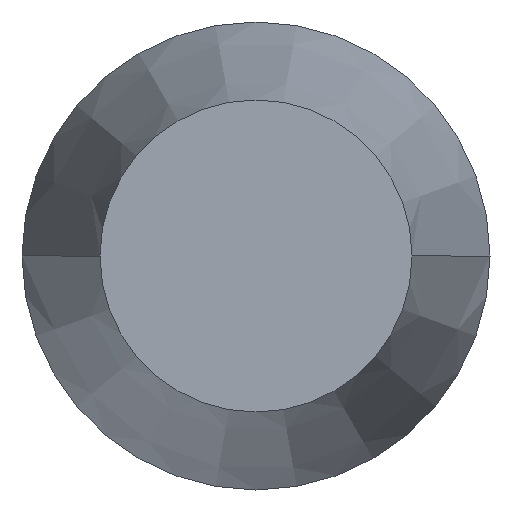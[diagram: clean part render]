
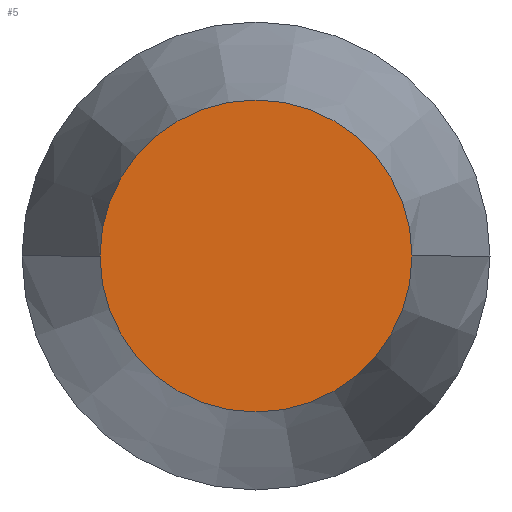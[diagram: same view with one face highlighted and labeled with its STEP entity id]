
A CAD part, front view. The second image highlights one B-rep face of the part: STEP entity #5.
In plain terms, the highlighted planar face has unit normal (0, -1, 0).
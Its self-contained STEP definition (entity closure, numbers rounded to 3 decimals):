
#2 = DIRECTION ( 'NONE',  ( 0., -1., 0. ) ) ;
#3 = FACE_OUTER_BOUND ( 'NONE', #359, .T. ) ;
#5 = ADVANCED_FACE ( 'NONE', ( #3 ), #1017, .T. ) ;
#34 = DIRECTION ( 'NONE',  ( 1., 0., 0. ) ) ;
#37 = CIRCLE ( 'NONE', #651, 8. ) ;
#122 = ORIENTED_EDGE ( 'NONE', *, *, #964, .T. ) ;
#195 = CIRCLE ( 'NONE', #255, 8. ) ;
#255 = AXIS2_PLACEMENT_3D ( 'NONE', #1272, #782, #280 ) ;
#280 = DIRECTION ( 'NONE',  ( 1., 0., 0. ) ) ;
#359 = EDGE_LOOP ( 'NONE', ( #122, #944 ) ) ;
#486 = AXIS2_PLACEMENT_3D ( 'NONE', #1100, #2, #700 ) ;
#635 = EDGE_CURVE ( 'NONE', #843, #1188, #195, .T. ) ;
#651 = AXIS2_PLACEMENT_3D ( 'NONE', #860, #942, #34 ) ;
#700 = DIRECTION ( 'NONE',  ( 1., 0., 0. ) ) ;
#782 = DIRECTION ( 'NONE',  ( 0., -1., 0. ) ) ;
#843 = VERTEX_POINT ( 'NONE', #1028 ) ;
#860 = CARTESIAN_POINT ( 'NONE',  ( 0., 0., 0. ) ) ;
#942 = DIRECTION ( 'NONE',  ( 0., -1., 0. ) ) ;
#944 = ORIENTED_EDGE ( 'NONE', *, *, #635, .T. ) ;
#964 = EDGE_CURVE ( 'NONE', #1188, #843, #37, .T. ) ;
#1017 = PLANE ( 'NONE',  #486 ) ;
#1028 = CARTESIAN_POINT ( 'NONE',  ( 8., 0., 0. ) ) ;
#1054 = CARTESIAN_POINT ( 'NONE',  ( -8., 0., 0. ) ) ;
#1100 = CARTESIAN_POINT ( 'NONE',  ( 8., 0., 0. ) ) ;
#1188 = VERTEX_POINT ( 'NONE', #1054 ) ;
#1272 = CARTESIAN_POINT ( 'NONE',  ( 0., 0., 0. ) ) ;
